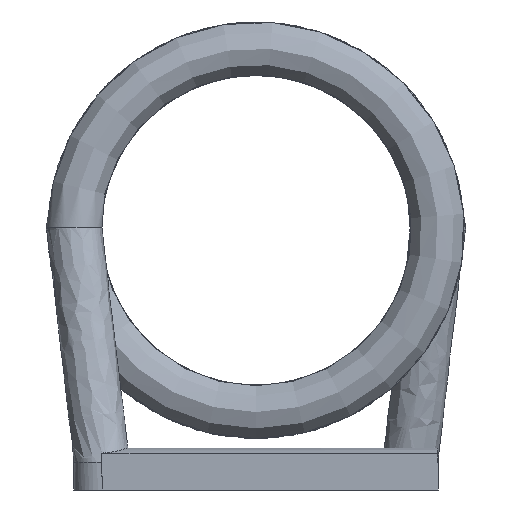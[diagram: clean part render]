
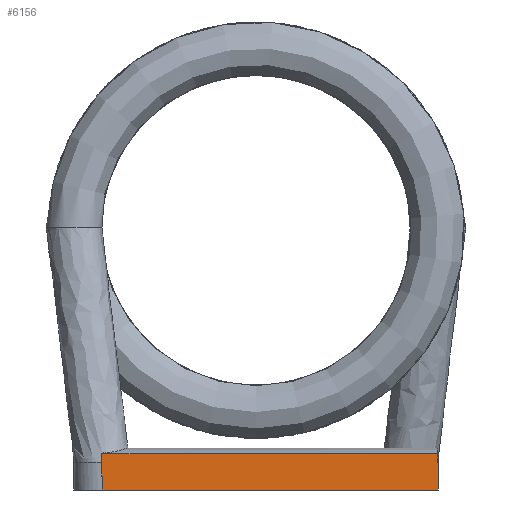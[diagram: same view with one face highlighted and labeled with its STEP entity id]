
A CAD part, left-side view. The second image highlights one B-rep face of the part: STEP entity #6156.
In plain terms, the highlighted planar face has unit normal (-1, 0, 0).
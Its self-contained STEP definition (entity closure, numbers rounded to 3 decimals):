
#5304 = VERTEX_POINT('',#5305);
#5305 = CARTESIAN_POINT('',(-7.034,3.173,0.573));
#5743 = VERTEX_POINT('',#5744);
#5744 = CARTESIAN_POINT('',(-7.034,-3.745,0.744));
#5751 = EDGE_CURVE('',#5752,#5743,#5754,.T.);
#5752 = VERTEX_POINT('',#5753);
#5753 = CARTESIAN_POINT('',(-7.034,3.173,0.744));
#5754 = LINE('',#5755,#5756);
#5755 = CARTESIAN_POINT('',(-7.034,3.173,0.744));
#5756 = VECTOR('',#5757,1.);
#5757 = DIRECTION('',(0.,-1.,0.));
#5775 = EDGE_CURVE('',#5752,#5304,#5776,.T.);
#5776 = LINE('',#5777,#5778);
#5777 = CARTESIAN_POINT('',(-7.034,3.173,0.744));
#5778 = VECTOR('',#5779,1.);
#5779 = DIRECTION('',(0.,0.,-1.));
#5818 = EDGE_CURVE('',#5304,#5819,#5821,.T.);
#5819 = VERTEX_POINT('',#5820);
#5820 = CARTESIAN_POINT('',(-7.034,3.173,0.286));
#5821 = LINE('',#5822,#5823);
#5822 = CARTESIAN_POINT('',(-7.034,3.173,0.744));
#5823 = VECTOR('',#5824,1.);
#5824 = DIRECTION('',(0.,0.,-1.));
#6029 = EDGE_CURVE('',#5743,#6030,#6032,.T.);
#6030 = VERTEX_POINT('',#6031);
#6031 = CARTESIAN_POINT('',(-7.034,-3.745,0.573));
#6032 = LINE('',#6033,#6034);
#6033 = CARTESIAN_POINT('',(-7.034,-3.745,0.744));
#6034 = VECTOR('',#6035,1.);
#6035 = DIRECTION('',(0.,0.,-1.));
#6054 = EDGE_CURVE('',#6055,#6030,#6057,.T.);
#6055 = VERTEX_POINT('',#6056);
#6056 = CARTESIAN_POINT('',(-7.034,-3.756,0.573));
#6057 = LINE('',#6058,#6059);
#6058 = CARTESIAN_POINT('',(-7.034,-3.756,0.573));
#6059 = VECTOR('',#6060,1.);
#6060 = DIRECTION('',(0.,1.,0.));
#6078 = VERTEX_POINT('',#6079);
#6079 = CARTESIAN_POINT('',(-7.034,-3.756,0.));
#6085 = EDGE_CURVE('',#6078,#6055,#6086,.T.);
#6086 = LINE('',#6087,#6088);
#6087 = CARTESIAN_POINT('',(-7.034,-3.756,0.));
#6088 = VECTOR('',#6089,1.);
#6089 = DIRECTION('',(0.,0.,1.));
#6103 = VERTEX_POINT('',#6104);
#6104 = CARTESIAN_POINT('',(-7.034,3.162,0.));
#6110 = EDGE_CURVE('',#6078,#6103,#6111,.T.);
#6111 = LINE('',#6112,#6113);
#6112 = CARTESIAN_POINT('',(-7.034,-3.756,0.));
#6113 = VECTOR('',#6114,1.);
#6114 = DIRECTION('',(0.,1.,0.));
#6156 = ADVANCED_FACE('',(#6157),#6180,.F.);
#6157 = FACE_BOUND('',#6158,.F.);
#6158 = EDGE_LOOP('',(#6159,#6160,#6161,#6162,#6163,#6164,#6165,#6173,
#6179));
#6159 = ORIENTED_EDGE('',*,*,#5775,.F.);
#6160 = ORIENTED_EDGE('',*,*,#5751,.T.);
#6161 = ORIENTED_EDGE('',*,*,#6029,.T.);
#6162 = ORIENTED_EDGE('',*,*,#6054,.F.);
#6163 = ORIENTED_EDGE('',*,*,#6085,.F.);
#6164 = ORIENTED_EDGE('',*,*,#6110,.T.);
#6165 = ORIENTED_EDGE('',*,*,#6166,.T.);
#6166 = EDGE_CURVE('',#6103,#6167,#6169,.T.);
#6167 = VERTEX_POINT('',#6168);
#6168 = CARTESIAN_POINT('',(-7.034,3.162,0.286));
#6169 = LINE('',#6170,#6171);
#6170 = CARTESIAN_POINT('',(-7.034,3.162,0.));
#6171 = VECTOR('',#6172,1.);
#6172 = DIRECTION('',(0.,0.,1.));
#6173 = ORIENTED_EDGE('',*,*,#6174,.F.);
#6174 = EDGE_CURVE('',#5819,#6167,#6175,.T.);
#6175 = LINE('',#6176,#6177);
#6176 = CARTESIAN_POINT('',(-7.034,3.173,0.286));
#6177 = VECTOR('',#6178,1.);
#6178 = DIRECTION('',(0.,-1.,0.));
#6179 = ORIENTED_EDGE('',*,*,#5818,.F.);
#6180 = PLANE('',#6181);
#6181 = AXIS2_PLACEMENT_3D('',#6182,#6183,#6184);
#6182 = CARTESIAN_POINT('',(-7.034,3.173,0.744));
#6183 = DIRECTION('',(1.,0.,0.));
#6184 = DIRECTION('',(0.,0.,-1.));
